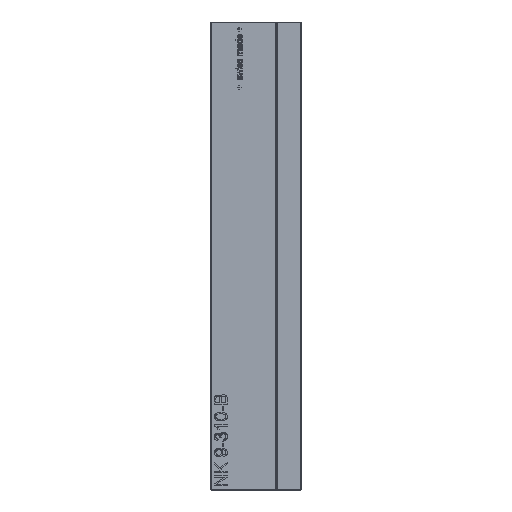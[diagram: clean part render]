
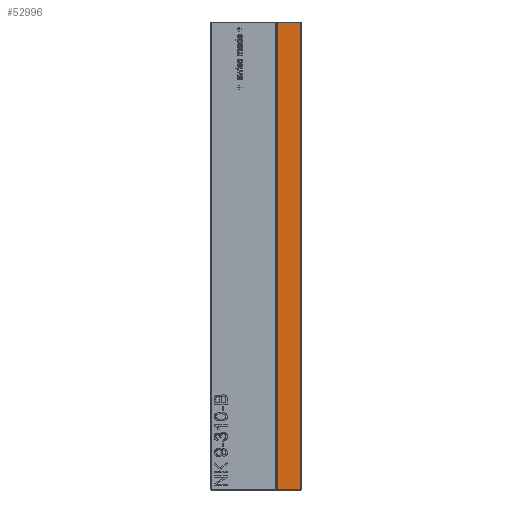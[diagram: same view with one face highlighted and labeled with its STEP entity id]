
A CAD part, left-side view. The second image highlights one B-rep face of the part: STEP entity #52996.
In plain terms, the highlighted planar face has unit normal (-1, 0, 0).
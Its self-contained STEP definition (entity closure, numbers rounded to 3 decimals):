
#52754 = EDGE_CURVE('',#52755,#52757,#52759,.T.);
#52755 = VERTEX_POINT('',#52756);
#52756 = CARTESIAN_POINT('',(-72.5,16.,0.3));
#52757 = VERTEX_POINT('',#52758);
#52758 = CARTESIAN_POINT('',(-72.5,16.,309.7));
#52759 = SURFACE_CURVE('',#52760,(#52764,#52776),.PCURVE_S1.);
#52760 = LINE('',#52761,#52762);
#52761 = CARTESIAN_POINT('',(-72.5,16.,0.));
#52762 = VECTOR('',#52763,1.);
#52763 = DIRECTION('',(0.,0.,1.));
#52764 = PCURVE('',#52765,#52770);
#52765 = PLANE('',#52766);
#52766 = AXIS2_PLACEMENT_3D('',#52767,#52768,#52769);
#52767 = CARTESIAN_POINT('',(-38.99,16.,0.));
#52768 = DIRECTION('',(0.,-1.,0.));
#52769 = DIRECTION('',(-1.,0.,0.));
#52770 = DEFINITIONAL_REPRESENTATION('',(#52771),#52775);
#52771 = LINE('',#52772,#52773);
#52772 = CARTESIAN_POINT('',(33.51,0.));
#52773 = VECTOR('',#52774,1.);
#52774 = DIRECTION('',(0.,-1.));
#52775 = ( GEOMETRIC_REPRESENTATION_CONTEXT(2) 
PARAMETRIC_REPRESENTATION_CONTEXT() REPRESENTATION_CONTEXT('2D SPACE',''
  ) );
#52776 = PCURVE('',#52777,#52782);
#52777 = PLANE('',#52778);
#52778 = AXIS2_PLACEMENT_3D('',#52779,#52780,#52781);
#52779 = CARTESIAN_POINT('',(-72.5,0.,0.));
#52780 = DIRECTION('',(-1.,0.,0.));
#52781 = DIRECTION('',(0.,1.,0.));
#52782 = DEFINITIONAL_REPRESENTATION('',(#52783),#52787);
#52783 = LINE('',#52784,#52785);
#52784 = CARTESIAN_POINT('',(16.,0.));
#52785 = VECTOR('',#52786,1.);
#52786 = DIRECTION('',(0.,-1.));
#52787 = ( GEOMETRIC_REPRESENTATION_CONTEXT(2) 
PARAMETRIC_REPRESENTATION_CONTEXT() REPRESENTATION_CONTEXT('2D SPACE',''
  ) );
#52805 = PLANE('',#52806);
#52806 = AXIS2_PLACEMENT_3D('',#52807,#52808,#52809);
#52807 = CARTESIAN_POINT('',(-72.35,0.,0.15));
#52808 = DIRECTION('',(0.707,0.,
    0.707));
#52809 = DIRECTION('',(0.,-1.,0.));
#52915 = PLANE('',#52916);
#52916 = AXIS2_PLACEMENT_3D('',#52917,#52918,#52919);
#52917 = CARTESIAN_POINT('',(-72.35,0.,309.85));
#52918 = DIRECTION('',(-0.707,0.,
    0.707));
#52919 = DIRECTION('',(0.,-1.,0.));
#52996 = ADVANCED_FACE('',(#52997),#52777,.T.);
#52997 = FACE_BOUND('',#52998,.T.);
#52998 = EDGE_LOOP('',(#52999,#53000,#53023,#53051));
#52999 = ORIENTED_EDGE('',*,*,#52754,.F.);
#53000 = ORIENTED_EDGE('',*,*,#53001,.F.);
#53001 = EDGE_CURVE('',#53002,#52755,#53004,.T.);
#53002 = VERTEX_POINT('',#53003);
#53003 = CARTESIAN_POINT('',(-72.5,0.3,0.3));
#53004 = SURFACE_CURVE('',#53005,(#53009,#53016),.PCURVE_S1.);
#53005 = LINE('',#53006,#53007);
#53006 = CARTESIAN_POINT('',(-72.5,0.,0.3));
#53007 = VECTOR('',#53008,1.);
#53008 = DIRECTION('',(0.,1.,0.));
#53009 = PCURVE('',#52777,#53010);
#53010 = DEFINITIONAL_REPRESENTATION('',(#53011),#53015);
#53011 = LINE('',#53012,#53013);
#53012 = CARTESIAN_POINT('',(0.,-0.3));
#53013 = VECTOR('',#53014,1.);
#53014 = DIRECTION('',(1.,0.));
#53015 = ( GEOMETRIC_REPRESENTATION_CONTEXT(2) 
PARAMETRIC_REPRESENTATION_CONTEXT() REPRESENTATION_CONTEXT('2D SPACE',''
  ) );
#53016 = PCURVE('',#52805,#53017);
#53017 = DEFINITIONAL_REPRESENTATION('',(#53018),#53022);
#53018 = LINE('',#53019,#53020);
#53019 = CARTESIAN_POINT('',(0.,-0.212));
#53020 = VECTOR('',#53021,1.);
#53021 = DIRECTION('',(-1.,0.));
#53022 = ( GEOMETRIC_REPRESENTATION_CONTEXT(2) 
PARAMETRIC_REPRESENTATION_CONTEXT() REPRESENTATION_CONTEXT('2D SPACE',''
  ) );
#53023 = ORIENTED_EDGE('',*,*,#53024,.T.);
#53024 = EDGE_CURVE('',#53002,#53025,#53027,.T.);
#53025 = VERTEX_POINT('',#53026);
#53026 = CARTESIAN_POINT('',(-72.5,0.3,309.7));
#53027 = SURFACE_CURVE('',#53028,(#53032,#53039),.PCURVE_S1.);
#53028 = LINE('',#53029,#53030);
#53029 = CARTESIAN_POINT('',(-72.5,0.3,0.));
#53030 = VECTOR('',#53031,1.);
#53031 = DIRECTION('',(0.,0.,1.));
#53032 = PCURVE('',#52777,#53033);
#53033 = DEFINITIONAL_REPRESENTATION('',(#53034),#53038);
#53034 = LINE('',#53035,#53036);
#53035 = CARTESIAN_POINT('',(0.3,0.));
#53036 = VECTOR('',#53037,1.);
#53037 = DIRECTION('',(0.,-1.));
#53038 = ( GEOMETRIC_REPRESENTATION_CONTEXT(2) 
PARAMETRIC_REPRESENTATION_CONTEXT() REPRESENTATION_CONTEXT('2D SPACE',''
  ) );
#53039 = PCURVE('',#53040,#53045);
#53040 = PLANE('',#53041);
#53041 = AXIS2_PLACEMENT_3D('',#53042,#53043,#53044);
#53042 = CARTESIAN_POINT('',(-72.35,0.15,0.));
#53043 = DIRECTION('',(0.707,0.707,
    0.));
#53044 = DIRECTION('',(0.,0.,1.));
#53045 = DEFINITIONAL_REPRESENTATION('',(#53046),#53050);
#53046 = LINE('',#53047,#53048);
#53047 = CARTESIAN_POINT('',(0.,-0.212));
#53048 = VECTOR('',#53049,1.);
#53049 = DIRECTION('',(1.,0.));
#53050 = ( GEOMETRIC_REPRESENTATION_CONTEXT(2) 
PARAMETRIC_REPRESENTATION_CONTEXT() REPRESENTATION_CONTEXT('2D SPACE',''
  ) );
#53051 = ORIENTED_EDGE('',*,*,#53052,.T.);
#53052 = EDGE_CURVE('',#53025,#52757,#53053,.T.);
#53053 = SURFACE_CURVE('',#53054,(#53058,#53065),.PCURVE_S1.);
#53054 = LINE('',#53055,#53056);
#53055 = CARTESIAN_POINT('',(-72.5,0.,309.7));
#53056 = VECTOR('',#53057,1.);
#53057 = DIRECTION('',(0.,1.,0.));
#53058 = PCURVE('',#52777,#53059);
#53059 = DEFINITIONAL_REPRESENTATION('',(#53060),#53064);
#53060 = LINE('',#53061,#53062);
#53061 = CARTESIAN_POINT('',(0.,-309.7));
#53062 = VECTOR('',#53063,1.);
#53063 = DIRECTION('',(1.,0.));
#53064 = ( GEOMETRIC_REPRESENTATION_CONTEXT(2) 
PARAMETRIC_REPRESENTATION_CONTEXT() REPRESENTATION_CONTEXT('2D SPACE',''
  ) );
#53065 = PCURVE('',#52915,#53066);
#53066 = DEFINITIONAL_REPRESENTATION('',(#53067),#53071);
#53067 = LINE('',#53068,#53069);
#53068 = CARTESIAN_POINT('',(0.,-0.212));
#53069 = VECTOR('',#53070,1.);
#53070 = DIRECTION('',(-1.,0.));
#53071 = ( GEOMETRIC_REPRESENTATION_CONTEXT(2) 
PARAMETRIC_REPRESENTATION_CONTEXT() REPRESENTATION_CONTEXT('2D SPACE',''
  ) );
